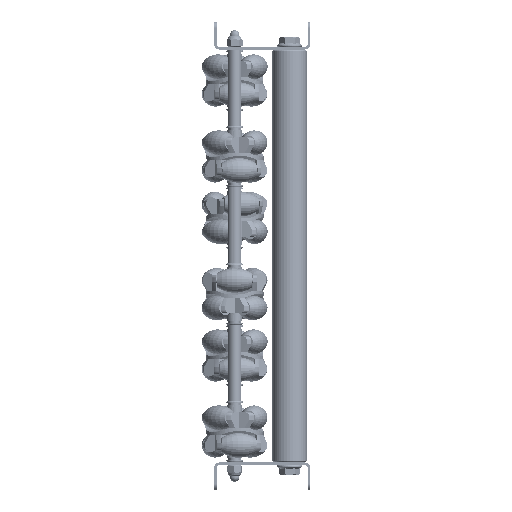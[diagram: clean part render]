
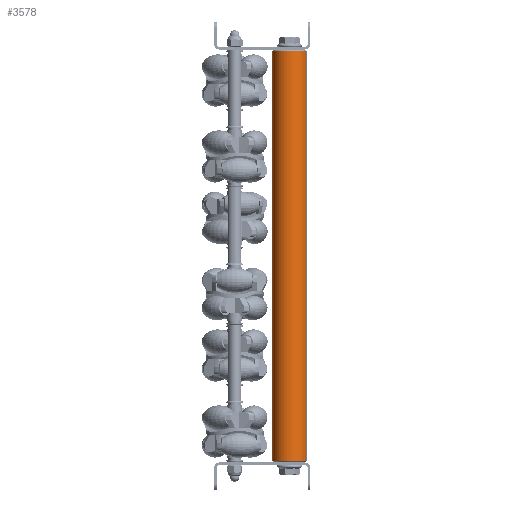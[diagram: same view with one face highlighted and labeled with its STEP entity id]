
A CAD part, left-side view. The second image highlights one B-rep face of the part: STEP entity #3578.
In plain terms, the highlighted cylindrical face has radius 12.5 mm (diameter 25 mm), a partial arc.
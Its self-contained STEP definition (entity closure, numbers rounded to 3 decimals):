
#3 = CIRCLE ( 'NONE', #12925, 12.5 ) ;
#90 = FACE_OUTER_BOUND ( 'NONE', #12668, .T. ) ;
#208 = CARTESIAN_POINT ( 'NONE',  ( 300., 0., 0. ) ) ;
#209 = CARTESIAN_POINT ( 'NONE',  ( 300., 0., 12.5 ) ) ;
#664 = CIRCLE ( 'NONE', #3630, 12.5 ) ;
#1160 = ORIENTED_EDGE ( 'NONE', *, *, #17365, .T. ) ;
#1429 = EDGE_CURVE ( 'NONE', #11050, #6333, #3, .T. ) ;
#1455 = CARTESIAN_POINT ( 'NONE',  ( 1., 0., -12.5 ) ) ;
#1477 = ORIENTED_EDGE ( 'NONE', *, *, #7555, .F. ) ;
#1788 = DIRECTION ( 'NONE',  ( -1., 0., 0. ) ) ;
#3198 = VERTEX_POINT ( 'NONE', #19712 ) ;
#3413 = DIRECTION ( 'NONE',  ( -1., 0., 0. ) ) ;
#3457 = VERTEX_POINT ( 'NONE', #15828 ) ;
#3530 = CARTESIAN_POINT ( 'NONE',  ( 299., 0., 0. ) ) ;
#3578 = ADVANCED_FACE ( 'NONE', ( #90 ), #14179, .T. ) ;
#3630 = AXIS2_PLACEMENT_3D ( 'NONE', #3530, #3413, #15446 ) ;
#3683 = LINE ( 'NONE', #209, #18221 ) ;
#5371 = CARTESIAN_POINT ( 'NONE',  ( 1., 0., 0. ) ) ;
#6333 = VERTEX_POINT ( 'NONE', #1455 ) ;
#7014 = CARTESIAN_POINT ( 'NONE',  ( 1., 0., 12.5 ) ) ;
#7555 = EDGE_CURVE ( 'NONE', #3457, #6333, #10572, .T. ) ;
#8565 = EDGE_CURVE ( 'NONE', #3457, #3198, #664, .T. ) ;
#9211 = DIRECTION ( 'NONE',  ( -1., 0., 0. ) ) ;
#10475 = DIRECTION ( 'NONE',  ( 0., 0., -1. ) ) ;
#10572 = LINE ( 'NONE', #16126, #13130 ) ;
#11050 = VERTEX_POINT ( 'NONE', #7014 ) ;
#12668 = EDGE_LOOP ( 'NONE', ( #1477, #16411, #1160, #22238 ) ) ;
#12925 = AXIS2_PLACEMENT_3D ( 'NONE', #5371, #17765, #10475 ) ;
#13130 = VECTOR ( 'NONE', #1788, 1000. ) ;
#14179 = CYLINDRICAL_SURFACE ( 'NONE', #15276, 12.5 ) ;
#15276 = AXIS2_PLACEMENT_3D ( 'NONE', #208, #9211, #21620 ) ;
#15446 = DIRECTION ( 'NONE',  ( 0., 0., -1. ) ) ;
#15828 = CARTESIAN_POINT ( 'NONE',  ( 299., 0., -12.5 ) ) ;
#16126 = CARTESIAN_POINT ( 'NONE',  ( 300., 0., -12.5 ) ) ;
#16411 = ORIENTED_EDGE ( 'NONE', *, *, #8565, .T. ) ;
#17365 = EDGE_CURVE ( 'NONE', #3198, #11050, #3683, .T. ) ;
#17765 = DIRECTION ( 'NONE',  ( 1., 0., 0. ) ) ;
#18221 = VECTOR ( 'NONE', #19537, 1000. ) ;
#19537 = DIRECTION ( 'NONE',  ( -1., 0., 0. ) ) ;
#19712 = CARTESIAN_POINT ( 'NONE',  ( 299., 0., 12.5 ) ) ;
#21620 = DIRECTION ( 'NONE',  ( 0., 0., 1. ) ) ;
#22238 = ORIENTED_EDGE ( 'NONE', *, *, #1429, .T. ) ;
